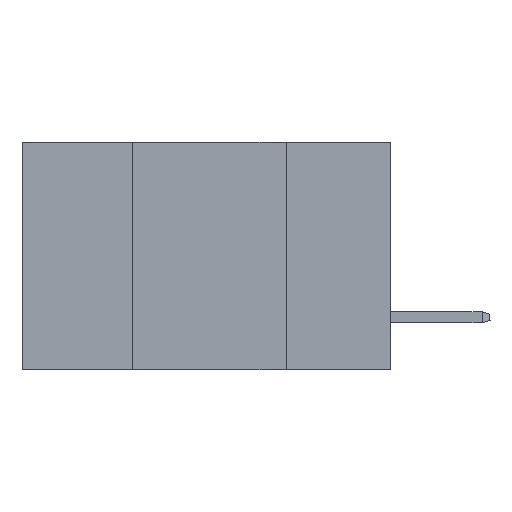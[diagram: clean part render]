
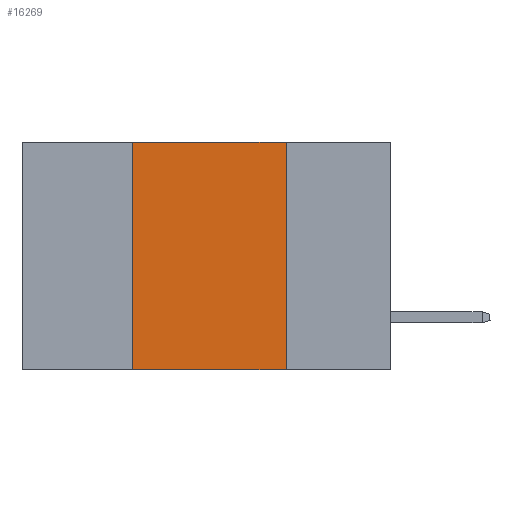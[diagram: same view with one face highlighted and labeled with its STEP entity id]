
A CAD part, left-side view. The second image highlights one B-rep face of the part: STEP entity #16269.
In plain terms, the highlighted planar face has unit normal (-1, 0, 0).
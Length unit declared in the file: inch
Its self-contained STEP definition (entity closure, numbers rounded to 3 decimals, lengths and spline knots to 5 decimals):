
#1792 = CARTESIAN_POINT ( 'NONE',  ( 0., 0.6, 0. ) ) ;
#4798 = VECTOR ( 'NONE', #11168, 39.37008 ) ;
#6409 = VERTEX_POINT ( 'NONE', #8799 ) ;
#6915 = CARTESIAN_POINT ( 'NONE',  ( 0., 0.17, 0. ) ) ;
#8799 = CARTESIAN_POINT ( 'NONE',  ( 0., 0.42, 0. ) ) ;
#9502 = ORIENTED_EDGE ( 'NONE', *, *, #34318, .F. ) ;
#10472 = VERTEX_POINT ( 'NONE', #6915 ) ;
#11168 = DIRECTION ( 'NONE',  ( 0., 0., -1. ) ) ;
#15190 = PLANE ( 'NONE',  #21469 ) ;
#16269 = ADVANCED_FACE ( 'NONE', ( #49594 ), #15190, .F. ) ;
#16634 = VERTEX_POINT ( 'NONE', #24517 ) ;
#17062 = DIRECTION ( 'NONE',  ( 0., -1., 0. ) ) ;
#17279 = LINE ( 'NONE', #1792, #20367 ) ;
#17971 = LINE ( 'NONE', #25269, #48460 ) ;
#18300 = ORIENTED_EDGE ( 'NONE', *, *, #48330, .F. ) ;
#20367 = VECTOR ( 'NONE', #17062, 39.37008 ) ;
#20708 = VERTEX_POINT ( 'NONE', #26276 ) ;
#21469 = AXIS2_PLACEMENT_3D ( 'NONE', #26906, #42054, #46357 ) ;
#23661 = LINE ( 'NONE', #24719, #41887 ) ;
#23913 = EDGE_CURVE ( 'NONE', #10472, #20708, #48023, .T. ) ;
#24517 = CARTESIAN_POINT ( 'NONE',  ( 0., 0.42, -0.37 ) ) ;
#24719 = CARTESIAN_POINT ( 'NONE',  ( 0., 0.42, 0. ) ) ;
#25269 = CARTESIAN_POINT ( 'NONE',  ( 0., 0.6, -0.37 ) ) ;
#26276 = CARTESIAN_POINT ( 'NONE',  ( 0., 0.17, -0.37 ) ) ;
#26906 = CARTESIAN_POINT ( 'NONE',  ( 0., 0.6, 0. ) ) ;
#34318 = EDGE_CURVE ( 'NONE', #6409, #10472, #17279, .T. ) ;
#34461 = CARTESIAN_POINT ( 'NONE',  ( 0., 0.17, 0. ) ) ;
#34902 = ORIENTED_EDGE ( 'NONE', *, *, #23913, .F. ) ;
#39371 = EDGE_LOOP ( 'NONE', ( #34902, #9502, #18300, #44371 ) ) ;
#39620 = EDGE_CURVE ( 'NONE', #16634, #20708, #17971, .T. ) ;
#41887 = VECTOR ( 'NONE', #44464, 39.37008 ) ;
#42054 = DIRECTION ( 'NONE',  ( 1., 0., 0. ) ) ;
#44354 = DIRECTION ( 'NONE',  ( 0., -1., 0. ) ) ;
#44371 = ORIENTED_EDGE ( 'NONE', *, *, #39620, .T. ) ;
#44464 = DIRECTION ( 'NONE',  ( 0., 0., 1. ) ) ;
#46357 = DIRECTION ( 'NONE',  ( 0., 0., -1. ) ) ;
#48023 = LINE ( 'NONE', #34461, #4798 ) ;
#48330 = EDGE_CURVE ( 'NONE', #16634, #6409, #23661, .T. ) ;
#48460 = VECTOR ( 'NONE', #44354, 39.37008 ) ;
#49594 = FACE_OUTER_BOUND ( 'NONE', #39371, .T. ) ;
